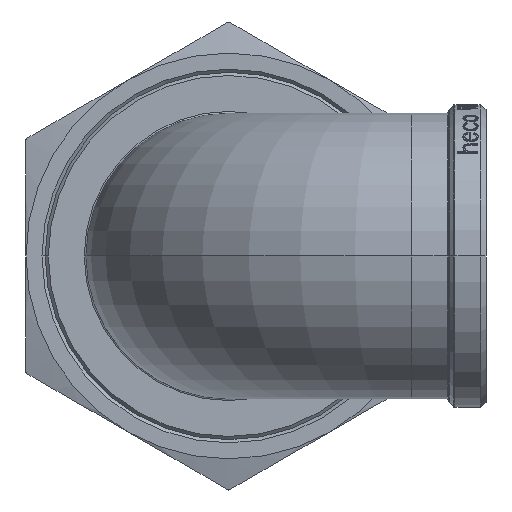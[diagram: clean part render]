
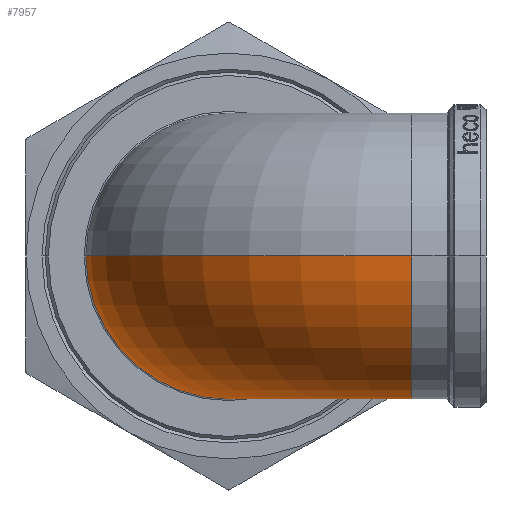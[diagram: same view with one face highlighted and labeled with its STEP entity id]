
A CAD part, left-side view. The second image highlights one B-rep face of the part: STEP entity #7957.
In plain terms, the highlighted toroidal (fillet/blend) face has major radius 32 mm and minor radius 25 mm.
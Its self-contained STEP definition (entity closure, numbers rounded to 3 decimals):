
#242 = CIRCLE ( 'NONE', #5981, 25. ) ;
#354 = CARTESIAN_POINT ( 'NONE',  ( 32., 13., 0. ) ) ;
#471 = AXIS2_PLACEMENT_3D ( 'NONE', #17944, #14913, #18007 ) ;
#517 = CARTESIAN_POINT ( 'NONE',  ( 32., 20., 0. ) ) ;
#897 = EDGE_LOOP ( 'NONE', ( #10698, #11304, #2198, #17576, #16323 ) ) ;
#1041 = VERTEX_POINT ( 'NONE', #517 ) ;
#1133 = AXIS2_PLACEMENT_3D ( 'NONE', #9082, #16204, #10510 ) ;
#2164 = CARTESIAN_POINT ( 'NONE',  ( 32., 13., 0. ) ) ;
#2198 = ORIENTED_EDGE ( 'NONE', *, *, #10643, .F. ) ;
#2545 = CARTESIAN_POINT ( 'NONE',  ( 32., 45., -25. ) ) ;
#3219 = FACE_OUTER_BOUND ( 'NONE', #897, .T. ) ;
#4400 = AXIS2_PLACEMENT_3D ( 'NONE', #9196, #13542, #9256 ) ;
#4408 = EDGE_CURVE ( 'NONE', #1041, #8985, #242, .T. ) ;
#5055 = CARTESIAN_POINT ( 'NONE',  ( -25., 13., 0. ) ) ;
#5637 = CIRCLE ( 'NONE', #7926, 7. ) ;
#5981 = AXIS2_PLACEMENT_3D ( 'NONE', #7643, #11789, #17521 ) ;
#7292 = DIRECTION ( 'NONE',  ( 0., 1., 0. ) ) ;
#7458 = DIRECTION ( 'NONE',  ( 0., 0., -1. ) ) ;
#7643 = CARTESIAN_POINT ( 'NONE',  ( 32., 45., 0. ) ) ;
#7926 = AXIS2_PLACEMENT_3D ( 'NONE', #354, #7458, #7292 ) ;
#7928 = CIRCLE ( 'NONE', #1133, 57. ) ;
#7957 = ADVANCED_FACE ( 'NONE', ( #3219 ), #14240, .T. ) ;
#8872 = AXIS2_PLACEMENT_3D ( 'NONE', #2164, #14858, #13510 ) ;
#8965 = EDGE_CURVE ( 'NONE', #9660, #1041, #5637, .T. ) ;
#8985 = VERTEX_POINT ( 'NONE', #2545 ) ;
#9082 = CARTESIAN_POINT ( 'NONE',  ( 32., 13., 0. ) ) ;
#9196 = CARTESIAN_POINT ( 'NONE',  ( 0., 13., 0. ) ) ;
#9256 = DIRECTION ( 'NONE',  ( -1., 0., 0. ) ) ;
#9660 = VERTEX_POINT ( 'NONE', #11426 ) ;
#10411 = CIRCLE ( 'NONE', #471, 25. ) ;
#10510 = DIRECTION ( 'NONE',  ( 0., 1., 0. ) ) ;
#10643 = EDGE_CURVE ( 'NONE', #8985, #15151, #10411, .T. ) ;
#10698 = ORIENTED_EDGE ( 'NONE', *, *, #14379, .F. ) ;
#11304 = ORIENTED_EDGE ( 'NONE', *, *, #15409, .T. ) ;
#11426 = CARTESIAN_POINT ( 'NONE',  ( 25., 13., 0. ) ) ;
#11789 = DIRECTION ( 'NONE',  ( 1., 0., 0. ) ) ;
#13510 = DIRECTION ( 'NONE',  ( 0., 1., 0. ) ) ;
#13542 = DIRECTION ( 'NONE',  ( 0., -1., 0. ) ) ;
#14240 = TOROIDAL_SURFACE ( 'NONE', #8872, 32., 25. ) ;
#14379 = EDGE_CURVE ( 'NONE', #15190, #9660, #15175, .T. ) ;
#14668 = CARTESIAN_POINT ( 'NONE',  ( 32., 70., 0. ) ) ;
#14858 = DIRECTION ( 'NONE',  ( 0., 0., -1. ) ) ;
#14913 = DIRECTION ( 'NONE',  ( 1., 0., 0. ) ) ;
#15151 = VERTEX_POINT ( 'NONE', #14668 ) ;
#15175 = CIRCLE ( 'NONE', #4400, 25. ) ;
#15190 = VERTEX_POINT ( 'NONE', #5055 ) ;
#15409 = EDGE_CURVE ( 'NONE', #15190, #15151, #7928, .T. ) ;
#16204 = DIRECTION ( 'NONE',  ( 0., 0., -1. ) ) ;
#16323 = ORIENTED_EDGE ( 'NONE', *, *, #8965, .F. ) ;
#17521 = DIRECTION ( 'NONE',  ( 0., 1., 0. ) ) ;
#17576 = ORIENTED_EDGE ( 'NONE', *, *, #4408, .F. ) ;
#17944 = CARTESIAN_POINT ( 'NONE',  ( 32., 45., 0. ) ) ;
#18007 = DIRECTION ( 'NONE',  ( 0., 1., 0. ) ) ;
